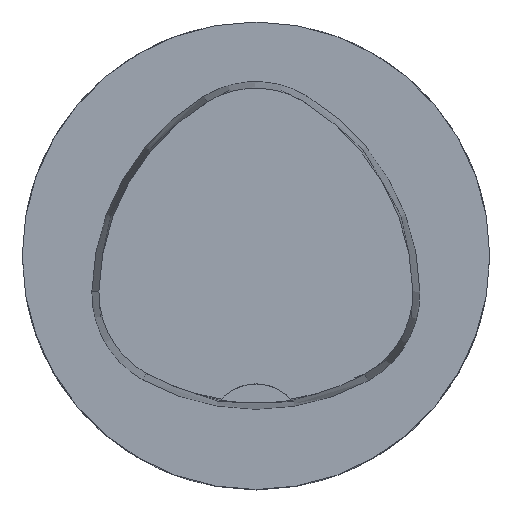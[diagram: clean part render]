
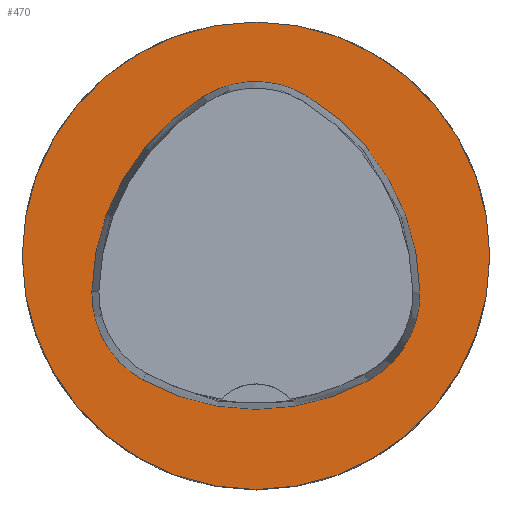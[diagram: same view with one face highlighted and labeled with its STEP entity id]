
A CAD part, top view. The second image highlights one B-rep face of the part: STEP entity #470.
In plain terms, the highlighted planar face has unit normal (0, 0, 1).
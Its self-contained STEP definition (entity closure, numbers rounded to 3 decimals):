
#207=PLANE('',#4792);
#317=FACE_BOUND('',#1023,.T.);
#318=FACE_BOUND('',#1024,.T.);
#470=ADVANCED_FACE('',(#317,#318),#207,.T.);
#1023=EDGE_LOOP('',(#2305,#2306,#2307,#2308,#2309,#2310));
#1024=EDGE_LOOP('',(#2311));
#1308=CIRCLE('',#4769,20.);
#1310=CIRCLE('',#4772,8.5);
#1312=CIRCLE('',#4775,20.);
#1314=CIRCLE('',#4778,8.5);
#1318=CIRCLE('',#4783,20.);
#1320=CIRCLE('',#4786,8.5);
#1323=CIRCLE('',#4791,20.);
#2305=ORIENTED_EDGE('',*,*,#3974,.T.);
#2306=ORIENTED_EDGE('',*,*,#3954,.T.);
#2307=ORIENTED_EDGE('',*,*,#3958,.T.);
#2308=ORIENTED_EDGE('',*,*,#3961,.T.);
#2309=ORIENTED_EDGE('',*,*,#3964,.T.);
#2310=ORIENTED_EDGE('',*,*,#3972,.T.);
#2311=ORIENTED_EDGE('',*,*,#3977,.F.);
#3497=VERTEX_POINT('',#7525);
#3498=VERTEX_POINT('',#7526);
#3501=VERTEX_POINT('',#7534);
#3503=VERTEX_POINT('',#7540);
#3505=VERTEX_POINT('',#7546);
#3512=VERTEX_POINT('',#7567);
#3513=VERTEX_POINT('',#7577);
#3954=EDGE_CURVE('',#3497,#3498,#1308,.T.);
#3958=EDGE_CURVE('',#3498,#3501,#1310,.T.);
#3961=EDGE_CURVE('',#3501,#3503,#1312,.T.);
#3964=EDGE_CURVE('',#3503,#3505,#1314,.T.);
#3972=EDGE_CURVE('',#3505,#3512,#1318,.T.);
#3974=EDGE_CURVE('',#3512,#3497,#1320,.T.);
#3977=EDGE_CURVE('',#3513,#3513,#1323,.T.);
#4769=AXIS2_PLACEMENT_3D('',#7524,#5410,#5411);
#4772=AXIS2_PLACEMENT_3D('',#7533,#5418,#5419);
#4775=AXIS2_PLACEMENT_3D('',#7539,#5425,#5426);
#4778=AXIS2_PLACEMENT_3D('',#7545,#5432,#5433);
#4783=AXIS2_PLACEMENT_3D('',#7568,#5444,#5445);
#4786=AXIS2_PLACEMENT_3D('',#7571,#5450,#5451);
#4791=AXIS2_PLACEMENT_3D('',#7576,#5460,#5461);
#4792=AXIS2_PLACEMENT_3D('',#7578,#5462,#5463);
#5410=DIRECTION('',(0.,0.,-1.));
#5411=DIRECTION('',(-1.,0.,0.));
#5418=DIRECTION('',(0.,0.,-1.));
#5419=DIRECTION('',(-1.,0.,0.));
#5425=DIRECTION('',(0.,0.,-1.));
#5426=DIRECTION('',(-1.,0.,0.));
#5432=DIRECTION('',(0.,0.,-1.));
#5433=DIRECTION('',(-1.,0.,0.));
#5444=DIRECTION('',(0.,0.,-1.));
#5445=DIRECTION('',(-1.,0.,0.));
#5450=DIRECTION('',(0.,0.,-1.));
#5451=DIRECTION('',(-1.,0.,0.));
#5460=DIRECTION('',(0.,0.,-1.));
#5461=DIRECTION('',(-1.,0.,0.));
#5462=DIRECTION('',(0.,0.,1.));
#5463=DIRECTION('',(1.,0.,0.));
#7524=CARTESIAN_POINT('',(5.955,-3.414,0.));
#7525=CARTESIAN_POINT('',(-14.041,-3.042,0.));
#7526=CARTESIAN_POINT('',(-4.472,13.653,0.));
#7533=CARTESIAN_POINT('',(-0.04,6.4,0.));
#7534=CARTESIAN_POINT('',(4.347,13.68,0.));
#7539=CARTESIAN_POINT('',(-5.976,-3.45,0.));
#7540=CARTESIAN_POINT('',(14.021,-3.075,0.));
#7545=CARTESIAN_POINT('',(5.522,-3.235,0.));
#7546=CARTESIAN_POINT('',(9.588,-10.699,0.));
#7567=CARTESIAN_POINT('',(-9.655,-10.639,0.));
#7568=CARTESIAN_POINT('',(0.022,6.864,0.));
#7571=CARTESIAN_POINT('',(-5.543,-3.2,0.));
#7576=CARTESIAN_POINT('',(0.,0.,0.));
#7577=CARTESIAN_POINT('',(-20.,0.,0.));
#7578=CARTESIAN_POINT('',(0.,0.,0.));
